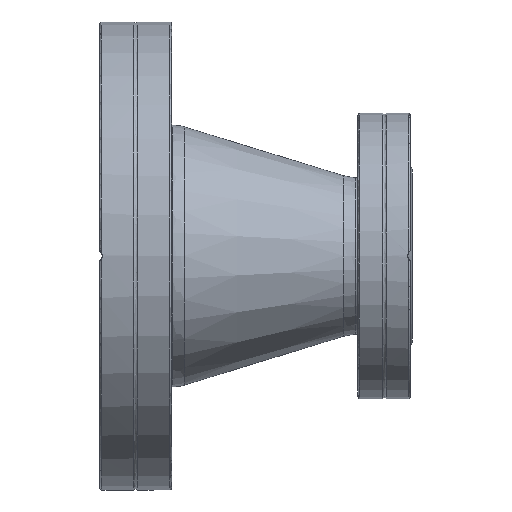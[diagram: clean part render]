
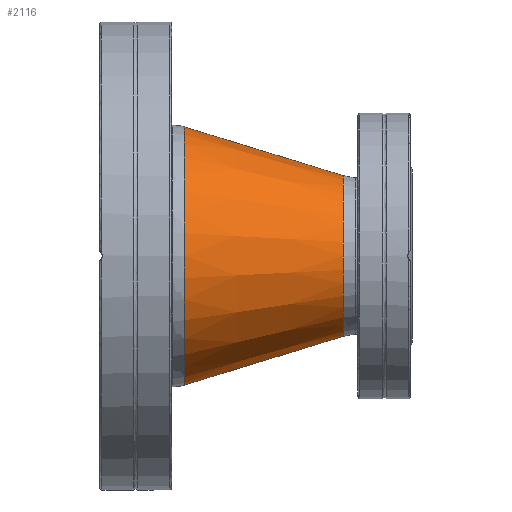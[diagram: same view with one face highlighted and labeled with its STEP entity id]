
A CAD part, top view. The second image highlights one B-rep face of the part: STEP entity #2116.
In plain terms, the highlighted conical face has half-angle 17.058 degrees and reference radius 31.31 mm.
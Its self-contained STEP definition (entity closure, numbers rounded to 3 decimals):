
#262 = DIRECTION ( 'NONE',  ( -1., 0., 0. ) ) ;
#275 = EDGE_CURVE ( 'NONE', #5574, #5574, #5107, .T. ) ;
#1493 = DIRECTION ( 'NONE',  ( 0., 1., 0. ) ) ;
#1568 = DIRECTION ( 'NONE',  ( 1., 0., 0. ) ) ;
#2116 = ADVANCED_FACE ( 'NONE', ( #4855, #7369 ), #7848, .T. ) ;
#2450 = EDGE_CURVE ( 'NONE', #5657, #5657, #7362, .T. ) ;
#2997 = ORIENTED_EDGE ( 'NONE', *, *, #275, .T. ) ;
#3889 = CARTESIAN_POINT ( 'NONE',  ( 49.486, 19.49, 0. ) ) ;
#4503 = CARTESIAN_POINT ( 'NONE',  ( 10.964, 0., 0. ) ) ;
#4554 = DIRECTION ( 'NONE',  ( 0., 0., 1. ) ) ;
#4568 = EDGE_LOOP ( 'NONE', ( #6454 ) ) ;
#4731 = AXIS2_PLACEMENT_3D ( 'NONE', #4503, #7022, #4554 ) ;
#4855 = FACE_BOUND ( 'NONE', #4568, .T. ) ;
#4954 = EDGE_LOOP ( 'NONE', ( #2997 ) ) ;
#5098 = CARTESIAN_POINT ( 'NONE',  ( 10.964, 31.31, 0. ) ) ;
#5107 = CIRCLE ( 'NONE', #5547, 31.31 ) ;
#5310 = DIRECTION ( 'NONE',  ( 0., 1., 0. ) ) ;
#5547 = AXIS2_PLACEMENT_3D ( 'NONE', #7137, #1568, #5310 ) ;
#5574 = VERTEX_POINT ( 'NONE', #5098 ) ;
#5657 = VERTEX_POINT ( 'NONE', #3889 ) ;
#5826 = CARTESIAN_POINT ( 'NONE',  ( 49.486, 0., 0. ) ) ;
#6454 = ORIENTED_EDGE ( 'NONE', *, *, #2450, .T. ) ;
#7022 = DIRECTION ( 'NONE',  ( -1., 0., 0. ) ) ;
#7137 = CARTESIAN_POINT ( 'NONE',  ( 10.964, 0., 0. ) ) ;
#7362 = CIRCLE ( 'NONE', #8014, 19.49 ) ;
#7369 = FACE_OUTER_BOUND ( 'NONE', #4954, .T. ) ;
#7848 = CONICAL_SURFACE ( 'NONE', #4731, 31.31, 0.298 ) ;
#8014 = AXIS2_PLACEMENT_3D ( 'NONE', #5826, #262, #1493 ) ;
